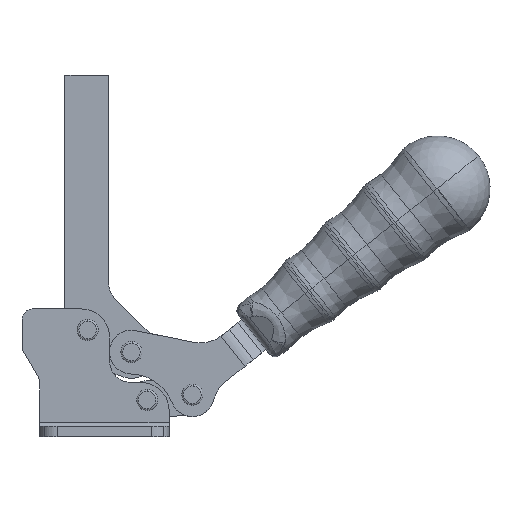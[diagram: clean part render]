
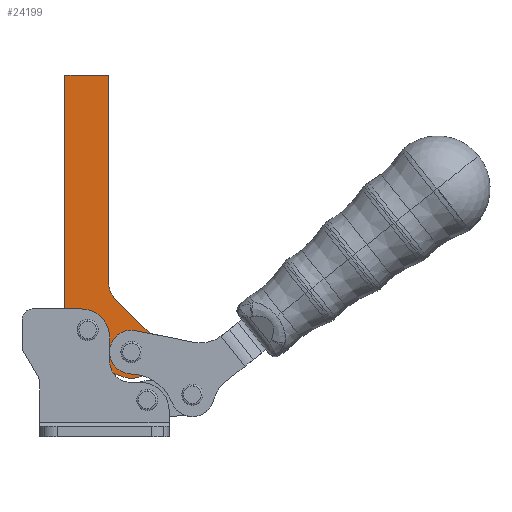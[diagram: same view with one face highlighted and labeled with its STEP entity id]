
A CAD part, front view. The second image highlights one B-rep face of the part: STEP entity #24199.
In plain terms, the highlighted planar face has unit normal (0, -1, 0).
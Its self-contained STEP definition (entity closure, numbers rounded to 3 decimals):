
#1107=CARTESIAN_POINT('',(76.258,-71.78,0.611));
#1108=VERTEX_POINT('',#1107);
#1124=CARTESIAN_POINT('',(78.601,-71.78,-5.046));
#1125=VERTEX_POINT('',#1124);
#1132=CARTESIAN_POINT('',(70.601,-71.78,-5.046));
#1133=DIRECTION('',(0.,-1.0,0.));
#1134=DIRECTION('',(0.707,0.,0.707));
#1135=AXIS2_PLACEMENT_3D('',#1132,#1133,#1134);
#1136=CIRCLE('',#1135,8.0);
#1137=EDGE_CURVE('',#1125,#1108,#1136,.T.);
#2404=CARTESIAN_POINT('',(78.808,-71.78,7.95));
#2405=VERTEX_POINT('',#2404);
#2421=CARTESIAN_POINT('',(78.351,-71.78,10.246));
#2422=VERTEX_POINT('',#2421);
#2429=CARTESIAN_POINT('',(84.351,-71.78,10.246));
#2430=DIRECTION('',(0.,-1.0,0.));
#2431=DIRECTION('',(-0.924,0.,-0.383));
#2432=AXIS2_PLACEMENT_3D('',#2429,#2430,#2431);
#2433=CIRCLE('',#2432,6.);
#2434=EDGE_CURVE('',#2422,#2405,#2433,.T.);
#2507=CARTESIAN_POINT('',(83.608,-71.78,-15.472));
#2508=VERTEX_POINT('',#2507);
#2517=CARTESIAN_POINT('',(84.691,-71.78,-15.595));
#2518=VERTEX_POINT('',#2517);
#2519=CARTESIAN_POINT('',(84.853,-71.78,-9.347));
#2520=DIRECTION('',(0.,1.0,0.));
#2521=DIRECTION('',(0.199,0.,0.98));
#2522=AXIS2_PLACEMENT_3D('',#2519,#2520,#2521);
#2523=CIRCLE('',#2522,6.25);
#2524=EDGE_CURVE('',#2518,#2508,#2523,.T.);
#23355=CARTESIAN_POINT('',(88.056,-71.78,-16.129));
#23356=VERTEX_POINT('',#23355);
#23364=CARTESIAN_POINT('',(90.16,-71.78,-4.048));
#23365=VERTEX_POINT('',#23364);
#23926=CARTESIAN_POINT('',(84.354,-71.78,-28.591));
#23927=DIRECTION('',(0.,-1.0,0.));
#23928=DIRECTION('',(-0.93,0.,-0.367));
#23929=AXIS2_PLACEMENT_3D('',#23926,#23927,#23928);
#23930=CIRCLE('',#23929,13.);
#23931=EDGE_CURVE('',#23356,#2518,#23930,.T.);
#23973=CARTESIAN_POINT('',(86.098,-71.78,-3.222));
#23974=VERTEX_POINT('',#23973);
#23981=CARTESIAN_POINT('',(84.853,-71.78,-9.347));
#23982=DIRECTION('',(0.,1.0,0.));
#23983=DIRECTION('',(0.199,0.,0.98));
#23984=AXIS2_PLACEMENT_3D('',#23981,#23982,#23983);
#23985=CIRCLE('',#23984,6.25);
#23986=EDGE_CURVE('',#2508,#23974,#23985,.T.);
#23996=CARTESIAN_POINT('',(86.098,-71.78,-3.222));
#23997=DIRECTION('',(0.98,0.0,-0.199));
#23998=VECTOR('',#23997,4.146);
#23999=LINE('',#23996,#23998);
#24000=EDGE_CURVE('',#23974,#23365,#23999,.T.);
#24091=CARTESIAN_POINT('',(74.343,-71.78,24.865));
#24092=DIRECTION('',(0.0,-1.0,0.0));
#24093=DIRECTION('',(0.0,0.0,-1.0));
#24094=AXIS2_PLACEMENT_3D('',#24091,#24092,#24093);
#24095=PLANE('',#24094);
#24096=ORIENTED_EDGE('',*,*,#23931,.T.);
#24097=ORIENTED_EDGE('',*,*,#2524,.T.);
#24098=ORIENTED_EDGE('',*,*,#23986,.T.);
#24099=ORIENTED_EDGE('',*,*,#24000,.T.);
#24100=CARTESIAN_POINT('',(90.156,-71.78,-4.044));
#24101=VERTEX_POINT('',#24100);
#24102=CARTESIAN_POINT('',(84.853,-71.78,-9.347));
#24103=DIRECTION('',(0.,1.0,0.));
#24104=DIRECTION('',(0.342,0.,0.94));
#24105=AXIS2_PLACEMENT_3D('',#24102,#24103,#24104);
#24106=CIRCLE('',#24105,7.5);
#24107=EDGE_CURVE('',#24101,#23365,#24106,.T.);
#24108=ORIENTED_EDGE('',*,*,#24107,.F.);
#24109=CARTESIAN_POINT('',(80.109,-71.78,6.004));
#24110=VERTEX_POINT('',#24109);
#24111=CARTESIAN_POINT('',(80.109,-71.78,6.004));
#24112=DIRECTION('',(0.707,0.0,-0.707));
#24113=VECTOR('',#24112,14.21);
#24114=LINE('',#24111,#24113);
#24115=EDGE_CURVE('',#24110,#24101,#24114,.T.);
#24116=ORIENTED_EDGE('',*,*,#24115,.F.);
#24117=CARTESIAN_POINT('',(84.351,-71.78,10.246));
#24118=DIRECTION('',(0.,-1.0,0.));
#24119=DIRECTION('',(-0.924,0.,-0.383));
#24120=AXIS2_PLACEMENT_3D('',#24117,#24118,#24119);
#24121=CIRCLE('',#24120,6.);
#24122=EDGE_CURVE('',#2405,#24110,#24121,.T.);
#24123=ORIENTED_EDGE('',*,*,#24122,.F.);
#24124=ORIENTED_EDGE('',*,*,#2434,.F.);
#24125=CARTESIAN_POINT('',(78.351,-71.78,69.704));
#24126=VERTEX_POINT('',#24125);
#24127=CARTESIAN_POINT('',(78.351,-71.78,69.704));
#24128=DIRECTION('',(0.0,0.0,-1.0));
#24129=VECTOR('',#24128,59.458);
#24130=LINE('',#24127,#24129);
#24131=EDGE_CURVE('',#24126,#2422,#24130,.T.);
#24132=ORIENTED_EDGE('',*,*,#24131,.F.);
#24133=CARTESIAN_POINT('',(65.851,-71.78,69.704));
#24134=VERTEX_POINT('',#24133);
#24135=CARTESIAN_POINT('',(65.851,-71.78,69.704));
#24136=DIRECTION('',(1.0,0.0,0.0));
#24137=VECTOR('',#24136,12.5);
#24138=LINE('',#24135,#24137);
#24139=EDGE_CURVE('',#24134,#24126,#24138,.T.);
#24140=ORIENTED_EDGE('',*,*,#24139,.F.);
#24141=CARTESIAN_POINT('',(65.851,-71.78,2.954));
#24142=VERTEX_POINT('',#24141);
#24143=CARTESIAN_POINT('',(65.851,-71.78,2.954));
#24144=DIRECTION('',(0.0,0.0,1.0));
#24145=VECTOR('',#24144,66.75);
#24146=LINE('',#24143,#24145);
#24147=EDGE_CURVE('',#24142,#24134,#24146,.T.);
#24148=ORIENTED_EDGE('',*,*,#24147,.F.);
#24149=CARTESIAN_POINT('',(70.601,-71.78,2.954));
#24150=VERTEX_POINT('',#24149);
#24151=CARTESIAN_POINT('',(70.601,-71.78,2.954));
#24152=DIRECTION('',(-1.0,0.0,0.0));
#24153=VECTOR('',#24152,4.75);
#24154=LINE('',#24151,#24153);
#24155=EDGE_CURVE('',#24150,#24142,#24154,.T.);
#24156=ORIENTED_EDGE('',*,*,#24155,.F.);
#24157=CARTESIAN_POINT('',(70.601,-71.78,-5.046));
#24158=DIRECTION('',(0.,-1.0,0.));
#24159=DIRECTION('',(0.707,0.,0.707));
#24160=AXIS2_PLACEMENT_3D('',#24157,#24158,#24159);
#24161=CIRCLE('',#24160,8.0);
#24162=EDGE_CURVE('',#1108,#24150,#24161,.T.);
#24163=ORIENTED_EDGE('',*,*,#24162,.F.);
#24164=ORIENTED_EDGE('',*,*,#1137,.F.);
#24165=CARTESIAN_POINT('',(78.601,-71.78,-11.796));
#24166=VERTEX_POINT('',#24165);
#24167=CARTESIAN_POINT('',(78.601,-71.78,-5.046));
#24168=DIRECTION('',(0.0,0.0,-1.0));
#24169=VECTOR('',#24168,6.75);
#24170=LINE('',#24167,#24169);
#24171=EDGE_CURVE('',#1125,#24166,#24170,.T.);
#24172=ORIENTED_EDGE('',*,*,#24171,.T.);
#24173=CARTESIAN_POINT('',(79.813,-71.78,-15.494));
#24174=VERTEX_POINT('',#24173);
#24175=CARTESIAN_POINT('',(84.851,-71.78,-11.796));
#24176=DIRECTION('',(0.,1.,0.));
#24177=DIRECTION('',(-0.707,0.,-0.707));
#24178=AXIS2_PLACEMENT_3D('',#24175,#24176,#24177);
#24179=CIRCLE('',#24178,6.25);
#24180=EDGE_CURVE('',#24174,#24166,#24179,.T.);
#24181=ORIENTED_EDGE('',*,*,#24180,.F.);
#24182=CARTESIAN_POINT('',(82.288,-71.78,-16.395));
#24183=VERTEX_POINT('',#24182);
#24184=CARTESIAN_POINT('',(82.288,-71.78,-16.395));
#24185=DIRECTION('',(-0.94,0.0,0.342));
#24186=VECTOR('',#24185,2.634);
#24187=LINE('',#24184,#24186);
#24188=EDGE_CURVE('',#24183,#24174,#24187,.T.);
#24189=ORIENTED_EDGE('',*,*,#24188,.F.);
#24190=CARTESIAN_POINT('',(84.853,-71.78,-9.347));
#24191=DIRECTION('',(0.,1.0,0.));
#24192=DIRECTION('',(0.342,0.,0.94));
#24193=AXIS2_PLACEMENT_3D('',#24190,#24191,#24192);
#24194=CIRCLE('',#24193,7.5);
#24195=EDGE_CURVE('',#23356,#24183,#24194,.T.);
#24196=ORIENTED_EDGE('',*,*,#24195,.F.);
#24197=EDGE_LOOP('',(#24096,#24097,#24098,#24099,#24108,#24116,#24123,#24124,#24132,#24140,#24148,#24156,#24163,#24164,#24172,#24181,#24189,#24196));
#24198=FACE_OUTER_BOUND('',#24197,.T.);
#24199=ADVANCED_FACE('',(#24198),#24095,.T.);
